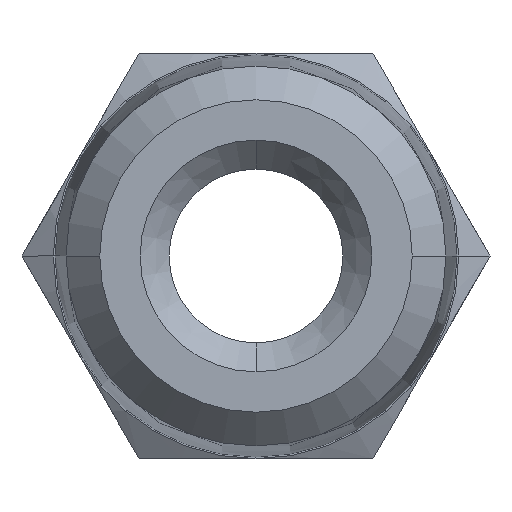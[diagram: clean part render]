
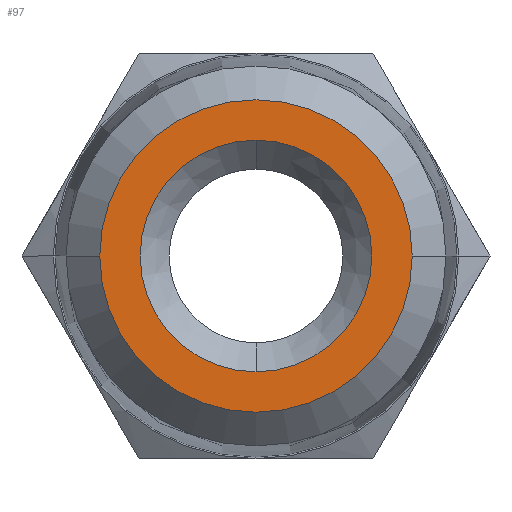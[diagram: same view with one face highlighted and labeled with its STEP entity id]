
A CAD part, front view. The second image highlights one B-rep face of the part: STEP entity #97.
In plain terms, the highlighted planar face has unit normal (0, -1, 0).
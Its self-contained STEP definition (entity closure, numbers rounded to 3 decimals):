
#97=ADVANCED_FACE('',(#230,#231),#232,.T.);
#230=FACE_OUTER_BOUND('',#397,.T.);
#231=FACE_BOUND('',#398,.T.);
#232=PLANE('',#399);
#397=EDGE_LOOP('',(#603,#604));
#398=EDGE_LOOP('',(#605,#606,#607));
#399=AXIS2_PLACEMENT_3D('',#608,#609,#610);
#603=ORIENTED_EDGE('',*,*,#1025,.F.);
#604=ORIENTED_EDGE('',*,*,#1026,.F.);
#605=ORIENTED_EDGE('',*,*,#1027,.T.);
#606=ORIENTED_EDGE('',*,*,#1028,.T.);
#607=ORIENTED_EDGE('',*,*,#1029,.T.);
#608=CARTESIAN_POINT('',(0.0,-13.5,0.0));
#609=DIRECTION('',(0.0,-1.0,0.0));
#610=DIRECTION('',(0.0,0.0,-1.0));
#1025=EDGE_CURVE('',#1232,#1233,#1234,.T.);
#1026=EDGE_CURVE('',#1233,#1232,#1235,.T.);
#1027=EDGE_CURVE('',#1236,#1237,#1238,.T.);
#1028=EDGE_CURVE('',#1237,#1239,#1240,.T.);
#1029=EDGE_CURVE('',#1239,#1236,#1241,.T.);
#1232=VERTEX_POINT('',#1545);
#1233=VERTEX_POINT('',#1546);
#1234=CIRCLE('',#1547,5.396);
#1235=CIRCLE('',#1548,5.396);
#1236=VERTEX_POINT('',#1549);
#1237=VERTEX_POINT('',#1550);
#1238=CIRCLE('',#1551,4.);
#1239=VERTEX_POINT('',#1552);
#1240=CIRCLE('',#1553,4.);
#1241=CIRCLE('',#1554,4.);
#1545=CARTESIAN_POINT('',(-5.396,-13.5,0.0));
#1546=CARTESIAN_POINT('',(5.396,-13.5,0.));
#1547=AXIS2_PLACEMENT_3D('',#2079,#2080,#2081);
#1548=AXIS2_PLACEMENT_3D('',#2082,#2083,#2084);
#1549=CARTESIAN_POINT('',(4.,-13.5,0.0));
#1550=CARTESIAN_POINT('',(0.,-13.5,-4.));
#1551=AXIS2_PLACEMENT_3D('',#2085,#2086,#2087);
#1552=CARTESIAN_POINT('',(0.,-13.5,4.));
#1553=AXIS2_PLACEMENT_3D('',#2088,#2089,#2090);
#1554=AXIS2_PLACEMENT_3D('',#2091,#2092,#2093);
#2079=CARTESIAN_POINT('',(0.0,-13.5,0.0));
#2080=DIRECTION('',(-0.0,1.0,0.0));
#2081=DIRECTION('',(1.0,0.0,0.0));
#2082=CARTESIAN_POINT('',(0.0,-13.5,0.0));
#2083=DIRECTION('',(-0.0,1.0,0.0));
#2084=DIRECTION('',(1.0,0.0,0.0));
#2085=CARTESIAN_POINT('',(0.0,-13.5,0.0));
#2086=DIRECTION('',(0.0,1.0,0.0));
#2087=DIRECTION('',(0.0,0.0,-1.0));
#2088=CARTESIAN_POINT('',(0.0,-13.5,0.0));
#2089=DIRECTION('',(0.0,1.0,0.0));
#2090=DIRECTION('',(0.0,0.0,-1.0));
#2091=CARTESIAN_POINT('',(0.0,-13.5,0.0));
#2092=DIRECTION('',(0.0,1.0,0.0));
#2093=DIRECTION('',(0.0,0.0,-1.0));
